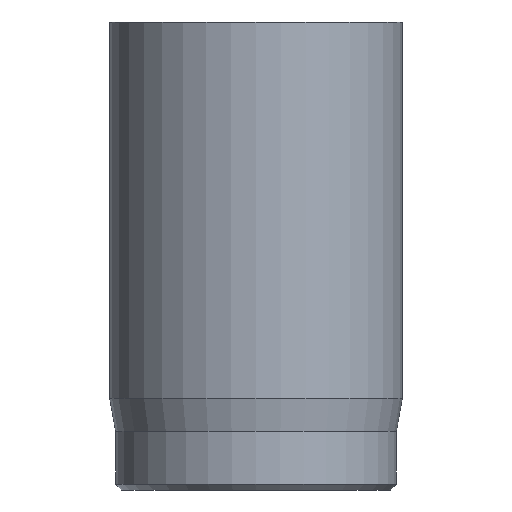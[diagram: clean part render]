
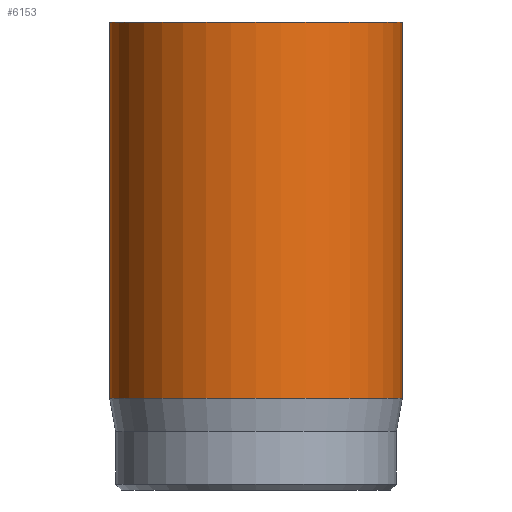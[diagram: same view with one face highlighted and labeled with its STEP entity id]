
A CAD part, front view. The second image highlights one B-rep face of the part: STEP entity #6153.
In plain terms, the highlighted cylindrical face has radius 2.5 mm (diameter 5 mm), a full revolution.
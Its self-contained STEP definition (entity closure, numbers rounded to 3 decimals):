
#31=CYLINDRICAL_SURFACE('',#6388,2.5);
#44=CIRCLE('',#6363,2.5);
#55=CIRCLE('',#6386,2.5);
#56=CIRCLE('',#6387,2.5);
#492=FACE_OUTER_BOUND('',#853,.T.);
#853=EDGE_LOOP('',(#5362,#5363,#5364,#5365,#5366));
#1312=LINE('',#11236,#1792);
#1792=VECTOR('',#7060,2.5);
#2793=VERTEX_POINT('',#11191);
#2804=VERTEX_POINT('',#11230);
#2805=VERTEX_POINT('',#11231);
#3657=EDGE_CURVE('',#2793,#2793,#44,.T.);
#3673=EDGE_CURVE('',#2804,#2805,#55,.T.);
#3674=EDGE_CURVE('',#2805,#2804,#56,.T.);
#3676=EDGE_CURVE('',#2793,#2804,#1312,.T.);
#5362=ORIENTED_EDGE('',*,*,#3657,.T.);
#5363=ORIENTED_EDGE('',*,*,#3676,.T.);
#5364=ORIENTED_EDGE('',*,*,#3673,.T.);
#5365=ORIENTED_EDGE('',*,*,#3674,.T.);
#5366=ORIENTED_EDGE('',*,*,#3676,.F.);
#6153=ADVANCED_FACE('',(#492),#31,.T.);
#6363=AXIS2_PLACEMENT_3D('',#11192,#7002,#7003);
#6386=AXIS2_PLACEMENT_3D('',#11232,#7053,#7054);
#6387=AXIS2_PLACEMENT_3D('',#11233,#7055,#7056);
#6388=AXIS2_PLACEMENT_3D('',#11235,#7058,#7059);
#7002=DIRECTION('center_axis',(0.,0.,-1.));
#7003=DIRECTION('ref_axis',(-1.,0.,0.));
#7053=DIRECTION('center_axis',(0.,0.,1.));
#7054=DIRECTION('ref_axis',(-1.,0.,0.));
#7055=DIRECTION('center_axis',(0.,0.,1.));
#7056=DIRECTION('ref_axis',(-1.,0.,0.));
#7058=DIRECTION('center_axis',(0.,0.,1.));
#7059=DIRECTION('ref_axis',(-1.,0.,0.));
#7060=DIRECTION('',(0.,0.,-1.));
#11191=CARTESIAN_POINT('',(2.5,0.,8.));
#11192=CARTESIAN_POINT('Origin',(0.,0.,8.));
#11230=CARTESIAN_POINT('',(2.5,0.,1.567));
#11231=CARTESIAN_POINT('',(-2.5,0.,1.567));
#11232=CARTESIAN_POINT('Origin',(0.,0.,1.567));
#11233=CARTESIAN_POINT('Origin',(0.,0.,1.567));
#11235=CARTESIAN_POINT('Origin',(0.,0.,0.));
#11236=CARTESIAN_POINT('',(2.5,0.,0.));
